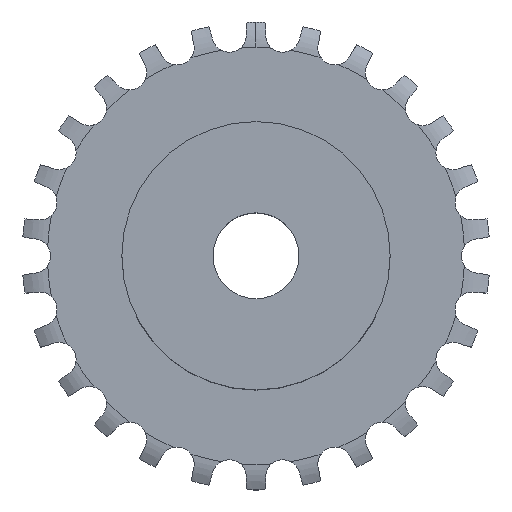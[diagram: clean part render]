
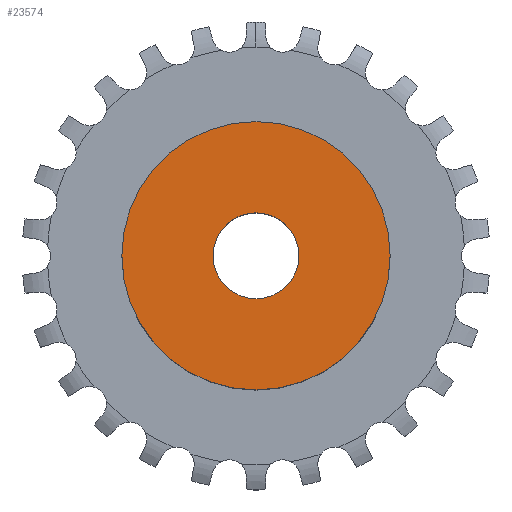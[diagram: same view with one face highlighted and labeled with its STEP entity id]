
A CAD part, top view. The second image highlights one B-rep face of the part: STEP entity #23574.
In plain terms, the highlighted planar face has unit normal (0, 0, 1).
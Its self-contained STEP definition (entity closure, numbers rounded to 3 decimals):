
#4078 = CYLINDRICAL_SURFACE('',#4079,4.);
#4079 = AXIS2_PLACEMENT_3D('',#4080,#4081,#4082);
#4080 = CARTESIAN_POINT('',(0.,0.,5000.));
#4081 = DIRECTION('',(0.,0.,1.));
#4082 = DIRECTION('',(1.,0.,-0.));
#7049 = CYLINDRICAL_SURFACE('',#7050,12.5);
#7050 = AXIS2_PLACEMENT_3D('',#7051,#7052,#7053);
#7051 = CARTESIAN_POINT('',(0.,0.,0.));
#7052 = DIRECTION('',(-0.,-0.,-1.));
#7053 = DIRECTION('',(1.,0.,0.));
#19048 = EDGE_CURVE('',#19049,#19049,#19051,.T.);
#19049 = VERTEX_POINT('',#19050);
#19050 = CARTESIAN_POINT('',(4.,0.,13.85));
#19051 = SURFACE_CURVE('',#19052,(#19057,#19064),.PCURVE_S1.);
#19052 = CIRCLE('',#19053,4.);
#19053 = AXIS2_PLACEMENT_3D('',#19054,#19055,#19056);
#19054 = CARTESIAN_POINT('',(0.,0.,13.85));
#19055 = DIRECTION('',(0.,0.,1.));
#19056 = DIRECTION('',(1.,0.,-0.));
#19057 = PCURVE('',#4078,#19058);
#19058 = DEFINITIONAL_REPRESENTATION('',(#19059),#19063);
#19059 = LINE('',#19060,#19061);
#19060 = CARTESIAN_POINT('',(0.,-4986.15));
#19061 = VECTOR('',#19062,1.);
#19062 = DIRECTION('',(1.,0.));
#19063 = ( GEOMETRIC_REPRESENTATION_CONTEXT(2) 
PARAMETRIC_REPRESENTATION_CONTEXT() REPRESENTATION_CONTEXT('2D SPACE',''
  ) );
#19064 = PCURVE('',#19065,#19070);
#19065 = PLANE('',#19066);
#19066 = AXIS2_PLACEMENT_3D('',#19067,#19068,#19069);
#19067 = CARTESIAN_POINT('',(0.,0.,13.85));
#19068 = DIRECTION('',(-0.,0.,1.));
#19069 = DIRECTION('',(0.,-1.,0.));
#19070 = DEFINITIONAL_REPRESENTATION('',(#19071),#19075);
#19071 = CIRCLE('',#19072,4.);
#19072 = AXIS2_PLACEMENT_2D('',#19073,#19074);
#19073 = CARTESIAN_POINT('',(0.,0.));
#19074 = DIRECTION('',(0.,1.));
#19075 = ( GEOMETRIC_REPRESENTATION_CONTEXT(2) 
PARAMETRIC_REPRESENTATION_CONTEXT() REPRESENTATION_CONTEXT('2D SPACE',''
  ) );
#22005 = VERTEX_POINT('',#22006);
#22006 = CARTESIAN_POINT('',(12.5,0.,13.85));
#22027 = EDGE_CURVE('',#22005,#22005,#22028,.T.);
#22028 = SURFACE_CURVE('',#22029,(#22034,#22041),.PCURVE_S1.);
#22029 = CIRCLE('',#22030,12.5);
#22030 = AXIS2_PLACEMENT_3D('',#22031,#22032,#22033);
#22031 = CARTESIAN_POINT('',(0.,0.,13.85));
#22032 = DIRECTION('',(0.,0.,1.));
#22033 = DIRECTION('',(1.,0.,0.));
#22034 = PCURVE('',#7049,#22035);
#22035 = DEFINITIONAL_REPRESENTATION('',(#22036),#22040);
#22036 = LINE('',#22037,#22038);
#22037 = CARTESIAN_POINT('',(-0.,-13.85));
#22038 = VECTOR('',#22039,1.);
#22039 = DIRECTION('',(-1.,0.));
#22040 = ( GEOMETRIC_REPRESENTATION_CONTEXT(2) 
PARAMETRIC_REPRESENTATION_CONTEXT() REPRESENTATION_CONTEXT('2D SPACE',''
  ) );
#22041 = PCURVE('',#19065,#22042);
#22042 = DEFINITIONAL_REPRESENTATION('',(#22043),#22047);
#22043 = CIRCLE('',#22044,12.5);
#22044 = AXIS2_PLACEMENT_2D('',#22045,#22046);
#22045 = CARTESIAN_POINT('',(0.,0.));
#22046 = DIRECTION('',(0.,1.));
#22047 = ( GEOMETRIC_REPRESENTATION_CONTEXT(2) 
PARAMETRIC_REPRESENTATION_CONTEXT() REPRESENTATION_CONTEXT('2D SPACE',''
  ) );
#23574 = ADVANCED_FACE('',(#23575,#23578),#19065,.T.);
#23575 = FACE_BOUND('',#23576,.T.);
#23576 = EDGE_LOOP('',(#23577));
#23577 = ORIENTED_EDGE('',*,*,#22027,.T.);
#23578 = FACE_BOUND('',#23579,.T.);
#23579 = EDGE_LOOP('',(#23580));
#23580 = ORIENTED_EDGE('',*,*,#19048,.F.);
